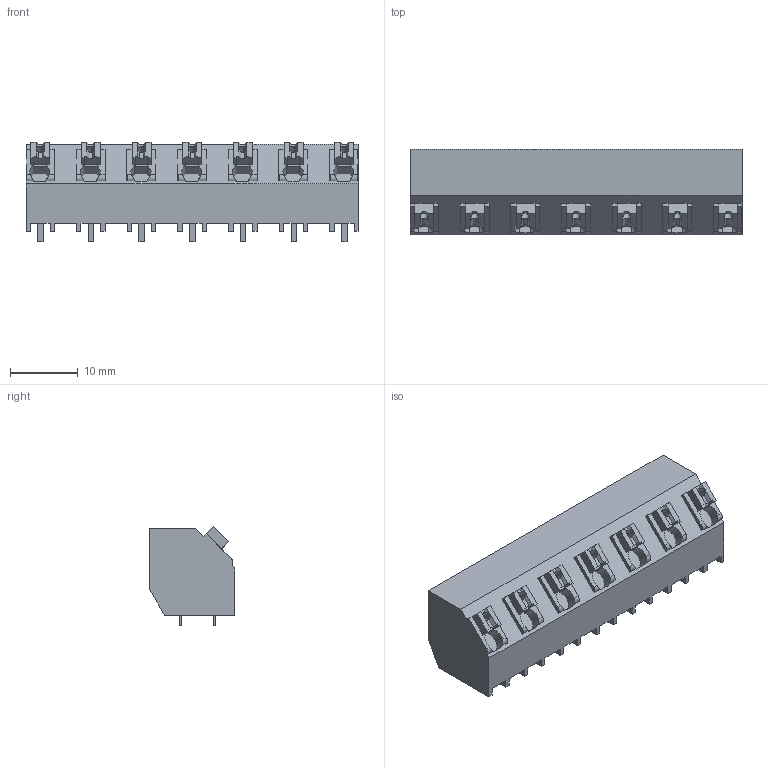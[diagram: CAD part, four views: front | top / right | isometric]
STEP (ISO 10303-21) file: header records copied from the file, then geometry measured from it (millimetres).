
FILE_DESCRIPTION(('CATIA V5 STEP Exchange','CAx-IF Rec.Pracs.--- Model Styling and Organization---1.2---2011-12-15'),'2;1');
FILE_NAME ('D1458430_0_1884930000_1884930000.stp','2018-03-20T14:10:41+00:00',('none'),('Weidmueller'),'CATIA Version 5-6 Release 2014','CATIA V5 STEP AP214','none');
FILE_SCHEMA(('AUTOMOTIVE_DESIGN { 1 0 10303 214 1 1 1 1 }'));
Length unit declared in the file: millimetre
Products named in the file (1): 1884930000
Bounding box: 49.13 x 12.7 x 14.66 mm (x, y, z)
Volume: 5427.6 mm3; surface area: 4657.4 mm2
Topology: 22 solids, 22 shells, 546 faces, 1529 edges, 1038 vertices
Faces by surface type: plane 491, cylinder 55
Entity records: 16177 total; most frequent: CARTESIAN_POINT 3179, ORIENTED_EDGE 3058, DIRECTION 2025, EDGE_CURVE 1529, VECTOR 1362, LINE 1362, VERTEX_POINT 1038, EDGE_LOOP 571
